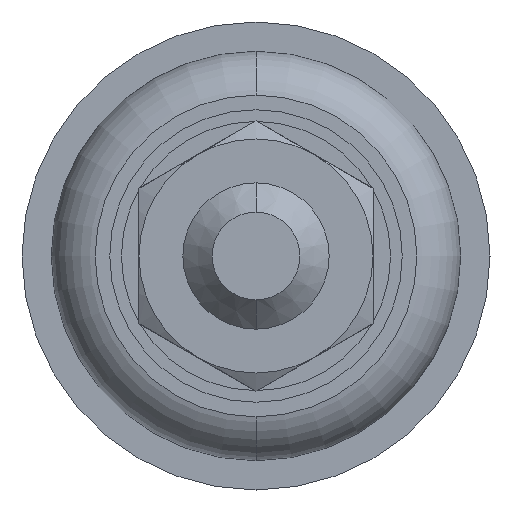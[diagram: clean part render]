
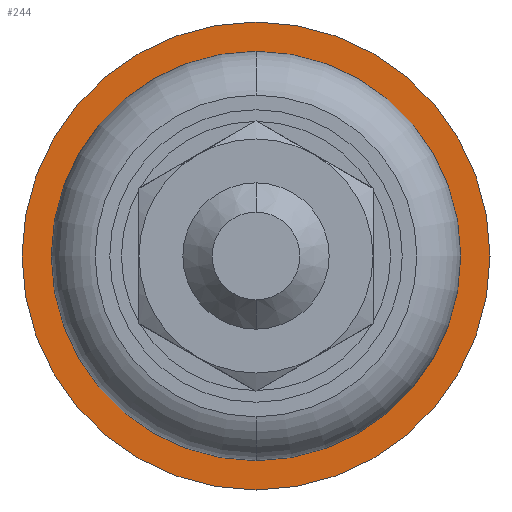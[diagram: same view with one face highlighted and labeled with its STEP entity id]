
A CAD part, front view. The second image highlights one B-rep face of the part: STEP entity #244.
In plain terms, the highlighted planar face has unit normal (0, -1, 0).
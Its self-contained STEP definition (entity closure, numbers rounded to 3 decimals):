
#45 = CARTESIAN_POINT ( 'NONE',  ( 0., 4., 7. ) ) ;
#70 = CARTESIAN_POINT ( 'NONE',  ( 0., 4., -8. ) ) ;
#91 = CIRCLE ( 'NONE', #671, 8. ) ;
#100 = DIRECTION ( 'NONE',  ( 0., -1., 0. ) ) ;
#152 = DIRECTION ( 'NONE',  ( 0., 0., -1. ) ) ;
#202 = CIRCLE ( 'NONE', #1332, 7. ) ;
#211 = CARTESIAN_POINT ( 'NONE',  ( 0., 4., 8. ) ) ;
#229 = AXIS2_PLACEMENT_3D ( 'NONE', #1128, #1718, #1891 ) ;
#244 = ADVANCED_FACE ( 'NONE', ( #883, #1013 ), #687, .T. ) ;
#284 = CARTESIAN_POINT ( 'NONE',  ( 0., 4., 0. ) ) ;
#292 = VERTEX_POINT ( 'NONE', #70 ) ;
#510 = EDGE_CURVE ( 'NONE', #736, #1164, #202, .T. ) ;
#573 = ORIENTED_EDGE ( 'NONE', *, *, #625, .T. ) ;
#587 = AXIS2_PLACEMENT_3D ( 'NONE', #1609, #100, #1426 ) ;
#622 = ORIENTED_EDGE ( 'NONE', *, *, #1335, .F. ) ;
#625 = EDGE_CURVE ( 'NONE', #292, #698, #91, .T. ) ;
#671 = AXIS2_PLACEMENT_3D ( 'NONE', #284, #769, #1366 ) ;
#687 = PLANE ( 'NONE',  #770 ) ;
#698 = VERTEX_POINT ( 'NONE', #211 ) ;
#700 = EDGE_LOOP ( 'NONE', ( #573, #1691 ) ) ;
#736 = VERTEX_POINT ( 'NONE', #45 ) ;
#769 = DIRECTION ( 'NONE',  ( 0., -1., 0. ) ) ;
#770 = AXIS2_PLACEMENT_3D ( 'NONE', #1881, #1505, #152 ) ;
#883 = FACE_OUTER_BOUND ( 'NONE', #700, .T. ) ;
#953 = EDGE_CURVE ( 'NONE', #698, #292, #1427, .T. ) ;
#1013 = FACE_BOUND ( 'NONE', #1026, .T. ) ;
#1026 = EDGE_LOOP ( 'NONE', ( #622, #1871 ) ) ;
#1110 = CARTESIAN_POINT ( 'NONE',  ( 0., 4., 0. ) ) ;
#1128 = CARTESIAN_POINT ( 'NONE',  ( 0., 4., 0. ) ) ;
#1164 = VERTEX_POINT ( 'NONE', #1400 ) ;
#1236 = CIRCLE ( 'NONE', #229, 7. ) ;
#1255 = DIRECTION ( 'NONE',  ( 0., -1., 0. ) ) ;
#1332 = AXIS2_PLACEMENT_3D ( 'NONE', #1110, #1255, #1418 ) ;
#1335 = EDGE_CURVE ( 'NONE', #1164, #736, #1236, .T. ) ;
#1366 = DIRECTION ( 'NONE',  ( 0., 0., -1. ) ) ;
#1400 = CARTESIAN_POINT ( 'NONE',  ( 0., 4., -7. ) ) ;
#1418 = DIRECTION ( 'NONE',  ( 0., 0., -1. ) ) ;
#1426 = DIRECTION ( 'NONE',  ( 0., 0., -1. ) ) ;
#1427 = CIRCLE ( 'NONE', #587, 8. ) ;
#1505 = DIRECTION ( 'NONE',  ( 0., -1., 0. ) ) ;
#1609 = CARTESIAN_POINT ( 'NONE',  ( 0., 4., 0. ) ) ;
#1691 = ORIENTED_EDGE ( 'NONE', *, *, #953, .T. ) ;
#1718 = DIRECTION ( 'NONE',  ( 0., -1., 0. ) ) ;
#1871 = ORIENTED_EDGE ( 'NONE', *, *, #510, .F. ) ;
#1881 = CARTESIAN_POINT ( 'NONE',  ( 7., 4., 0. ) ) ;
#1891 = DIRECTION ( 'NONE',  ( 0., 0., -1. ) ) ;
